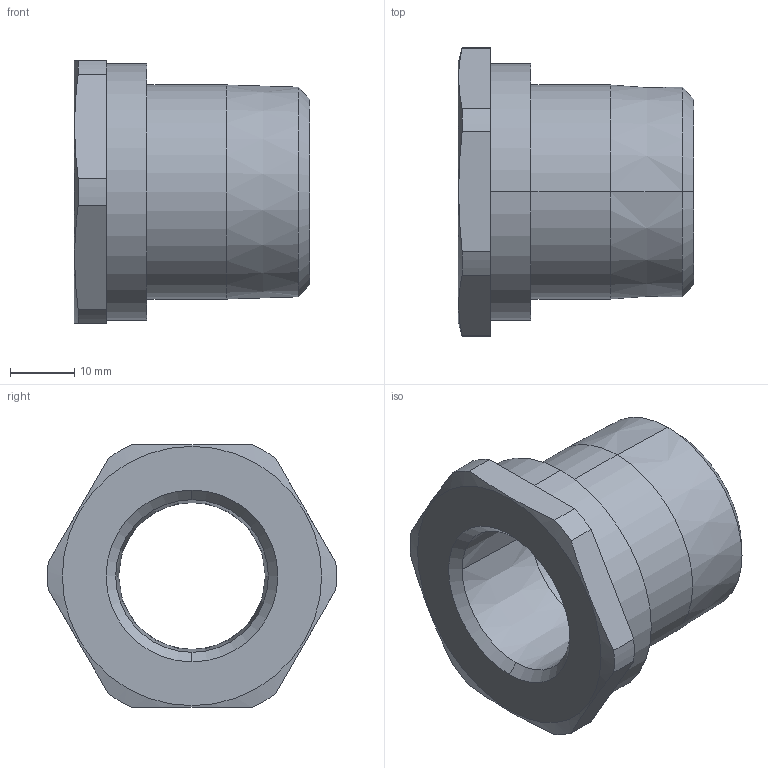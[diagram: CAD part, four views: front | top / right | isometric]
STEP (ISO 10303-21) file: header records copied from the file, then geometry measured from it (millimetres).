
FILE_DESCRIPTION (( 'STEP AP203' ), '1' );
FILE_NAME ('737DT3T2.STEP', '2016-09-28T07:55:41', ( '' ), ( '' ), 'SwSTEP 2.0', 'SolidWorks 2014', '' );
FILE_SCHEMA (( 'CONFIG_CONTROL_DESIGN' ));
Length unit declared in the file: millimetre
Products named in the file (1): 737DT3T2
Bounding box: 36.6 x 44.86 x 40.8 mm (x, y, z)
Volume: 21116.8 mm3; surface area: 8448.4 mm2
Topology: 1 solids, 1 shells, 34 faces, 82 edges, 52 vertices
Faces by surface type: cone 12, cylinder 12, plane 10
Entity records: 1117 total; most frequent: CARTESIAN_POINT 221, DIRECTION 182, ORIENTED_EDGE 164, EDGE_CURVE 82, AXIS2_PLACEMENT_3D 73, VERTEX_POINT 52, CIRCLE 38, EDGE_LOOP 38
